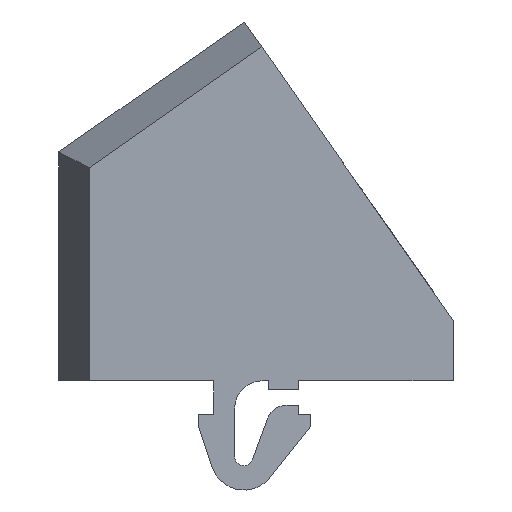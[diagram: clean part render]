
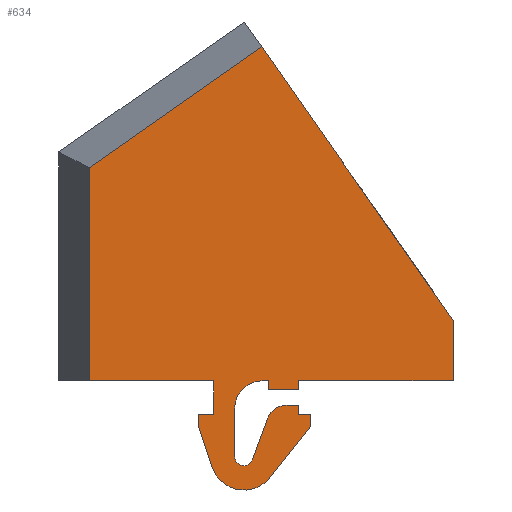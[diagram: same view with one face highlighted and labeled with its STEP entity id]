
A CAD part, front view. The second image highlights one B-rep face of the part: STEP entity #634.
In plain terms, the highlighted planar face has unit normal (0, -1, 0).
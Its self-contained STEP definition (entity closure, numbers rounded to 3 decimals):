
#23=CIRCLE('',#684,1.1);
#24=CIRCLE('',#685,0.7);
#25=CIRCLE('',#686,0.3);
#26=CIRCLE('',#687,0.9);
#42=FACE_OUTER_BOUND('',#77,.T.);
#77=EDGE_LOOP('',(#446,#447,#448,#449,#450,#451,#452,#453,#454,#455,#456,
#457,#458,#459,#460,#461,#462,#463,#464,#465,#466,#467,#468,#469,#470));
#121=LINE('',#930,#200);
#123=LINE('',#934,#202);
#125=LINE('',#938,#204);
#127=LINE('',#942,#206);
#128=LINE('',#944,#207);
#129=LINE('',#946,#208);
#130=LINE('',#948,#209);
#131=LINE('',#952,#210);
#132=LINE('',#954,#211);
#133=LINE('',#956,#212);
#134=LINE('',#958,#213);
#135=LINE('',#960,#214);
#136=LINE('',#964,#215);
#137=LINE('',#968,#216);
#138=LINE('',#972,#217);
#139=LINE('',#974,#218);
#140=LINE('',#976,#219);
#141=LINE('',#978,#220);
#142=LINE('',#980,#221);
#143=LINE('',#982,#222);
#144=LINE('',#983,#223);
#200=VECTOR('',#749,10.);
#202=VECTOR('',#753,10.);
#204=VECTOR('',#757,10.);
#206=VECTOR('',#761,10.);
#207=VECTOR('',#762,10.);
#208=VECTOR('',#763,10.);
#209=VECTOR('',#764,10.);
#210=VECTOR('',#767,10.);
#211=VECTOR('',#768,10.);
#212=VECTOR('',#769,10.);
#213=VECTOR('',#770,10.);
#214=VECTOR('',#771,10.);
#215=VECTOR('',#774,10.);
#216=VECTOR('',#777,10.);
#217=VECTOR('',#780,10.);
#218=VECTOR('',#781,10.);
#219=VECTOR('',#782,10.);
#220=VECTOR('',#783,10.);
#221=VECTOR('',#784,10.);
#222=VECTOR('',#785,10.);
#223=VECTOR('',#786,10.);
#275=VERTEX_POINT('',#927);
#276=VERTEX_POINT('',#929);
#277=VERTEX_POINT('',#933);
#278=VERTEX_POINT('',#937);
#279=VERTEX_POINT('',#941);
#280=VERTEX_POINT('',#943);
#281=VERTEX_POINT('',#945);
#282=VERTEX_POINT('',#947);
#283=VERTEX_POINT('',#949);
#284=VERTEX_POINT('',#951);
#285=VERTEX_POINT('',#953);
#286=VERTEX_POINT('',#955);
#287=VERTEX_POINT('',#957);
#288=VERTEX_POINT('',#959);
#289=VERTEX_POINT('',#961);
#290=VERTEX_POINT('',#963);
#291=VERTEX_POINT('',#965);
#292=VERTEX_POINT('',#967);
#293=VERTEX_POINT('',#969);
#294=VERTEX_POINT('',#971);
#295=VERTEX_POINT('',#973);
#296=VERTEX_POINT('',#975);
#297=VERTEX_POINT('',#977);
#298=VERTEX_POINT('',#979);
#299=VERTEX_POINT('',#981);
#339=EDGE_CURVE('',#276,#275,#121,.T.);
#341=EDGE_CURVE('',#276,#277,#123,.T.);
#343=EDGE_CURVE('',#277,#278,#125,.T.);
#345=EDGE_CURVE('',#275,#279,#127,.T.);
#346=EDGE_CURVE('',#279,#280,#128,.T.);
#347=EDGE_CURVE('',#280,#281,#129,.T.);
#348=EDGE_CURVE('',#281,#282,#130,.T.);
#349=EDGE_CURVE('',#283,#282,#23,.T.);
#350=EDGE_CURVE('',#284,#283,#131,.T.);
#351=EDGE_CURVE('',#285,#284,#132,.T.);
#352=EDGE_CURVE('',#286,#285,#133,.T.);
#353=EDGE_CURVE('',#287,#286,#134,.T.);
#354=EDGE_CURVE('',#288,#287,#135,.T.);
#355=EDGE_CURVE('',#289,#288,#24,.T.);
#356=EDGE_CURVE('',#290,#289,#136,.T.);
#357=EDGE_CURVE('',#290,#291,#25,.T.);
#358=EDGE_CURVE('',#292,#291,#137,.T.);
#359=EDGE_CURVE('',#293,#292,#26,.T.);
#360=EDGE_CURVE('',#294,#293,#138,.T.);
#361=EDGE_CURVE('',#295,#294,#139,.T.);
#362=EDGE_CURVE('',#296,#295,#140,.T.);
#363=EDGE_CURVE('',#297,#296,#141,.T.);
#364=EDGE_CURVE('',#298,#297,#142,.T.);
#365=EDGE_CURVE('',#298,#299,#143,.T.);
#366=EDGE_CURVE('',#299,#278,#144,.T.);
#446=ORIENTED_EDGE('',*,*,#343,.F.);
#447=ORIENTED_EDGE('',*,*,#341,.F.);
#448=ORIENTED_EDGE('',*,*,#339,.T.);
#449=ORIENTED_EDGE('',*,*,#345,.T.);
#450=ORIENTED_EDGE('',*,*,#346,.T.);
#451=ORIENTED_EDGE('',*,*,#347,.T.);
#452=ORIENTED_EDGE('',*,*,#348,.T.);
#453=ORIENTED_EDGE('',*,*,#349,.F.);
#454=ORIENTED_EDGE('',*,*,#350,.F.);
#455=ORIENTED_EDGE('',*,*,#351,.F.);
#456=ORIENTED_EDGE('',*,*,#352,.F.);
#457=ORIENTED_EDGE('',*,*,#353,.F.);
#458=ORIENTED_EDGE('',*,*,#354,.F.);
#459=ORIENTED_EDGE('',*,*,#355,.F.);
#460=ORIENTED_EDGE('',*,*,#356,.F.);
#461=ORIENTED_EDGE('',*,*,#357,.T.);
#462=ORIENTED_EDGE('',*,*,#358,.F.);
#463=ORIENTED_EDGE('',*,*,#359,.F.);
#464=ORIENTED_EDGE('',*,*,#360,.F.);
#465=ORIENTED_EDGE('',*,*,#361,.F.);
#466=ORIENTED_EDGE('',*,*,#362,.F.);
#467=ORIENTED_EDGE('',*,*,#363,.F.);
#468=ORIENTED_EDGE('',*,*,#364,.F.);
#469=ORIENTED_EDGE('',*,*,#365,.T.);
#470=ORIENTED_EDGE('',*,*,#366,.T.);
#605=PLANE('',#683);
#634=ADVANCED_FACE('',(#42),#605,.F.);
#683=AXIS2_PLACEMENT_3D('',#940,#759,#760);
#684=AXIS2_PLACEMENT_3D('',#950,#765,#766);
#685=AXIS2_PLACEMENT_3D('',#962,#772,#773);
#686=AXIS2_PLACEMENT_3D('',#966,#775,#776);
#687=AXIS2_PLACEMENT_3D('',#970,#778,#779);
#749=DIRECTION('',(1.,0.,0.));
#753=DIRECTION('',(0.,0.,1.));
#757=DIRECTION('',(0.819,0.,0.574));
#759=DIRECTION('center_axis',(0.,1.,0.));
#760=DIRECTION('ref_axis',(1.,0.,0.));
#761=DIRECTION('',(0.,0.,-1.));
#762=DIRECTION('',(-1.,0.,0.));
#763=DIRECTION('',(0.,0.,-1.));
#764=DIRECTION('',(0.321,0.,-0.947));
#765=DIRECTION('center_axis',(0.,1.,0.));
#766=DIRECTION('ref_axis',(0.783,0.,-0.622));
#767=DIRECTION('',(-0.622,0.,-0.783));
#768=DIRECTION('',(0.,0.,-1.));
#769=DIRECTION('',(1.,0.,0.));
#770=DIRECTION('',(0.,0.,-1.));
#771=DIRECTION('',(1.,0.,0.));
#772=DIRECTION('center_axis',(0.,1.,0.));
#773=DIRECTION('ref_axis',(-0.574,0.,0.819));
#774=DIRECTION('',(0.342,0.,0.94));
#775=DIRECTION('center_axis',(0.,1.,0.));
#776=DIRECTION('ref_axis',(0.94,0.,-0.342));
#777=DIRECTION('',(0.,0.,-1.));
#778=DIRECTION('center_axis',(0.,-1.,0.));
#779=DIRECTION('ref_axis',(-0.707,0.,0.707));
#780=DIRECTION('',(-1.,0.,0.));
#781=DIRECTION('',(0.,0.,1.));
#782=DIRECTION('',(-1.,0.,0.));
#783=DIRECTION('',(0.,0.,-1.));
#784=DIRECTION('',(-1.,0.,0.));
#785=DIRECTION('',(0.,0.,1.));
#786=DIRECTION('',(-0.574,0.,0.819));
#927=CARTESIAN_POINT('',(6.1,0.,15.));
#929=CARTESIAN_POINT('',(2.,0.,15.));
#930=CARTESIAN_POINT('',(1.,0.,15.));
#933=CARTESIAN_POINT('',(2.,0.,22.026));
#934=CARTESIAN_POINT('',(2.,0.,17.057));
#937=CARTESIAN_POINT('',(7.691,0.,26.011));
#938=CARTESIAN_POINT('',(2.948,0.,22.69));
#940=CARTESIAN_POINT('Origin',(7.5,0.,19.115));
#941=CARTESIAN_POINT('',(6.1,0.,13.9));
#942=CARTESIAN_POINT('',(6.1,0.,15.));
#943=CARTESIAN_POINT('',(5.6,0.,13.9));
#944=CARTESIAN_POINT('',(6.1,0.,13.9));
#945=CARTESIAN_POINT('',(5.6,0.,13.5));
#946=CARTESIAN_POINT('',(5.6,0.,13.9));
#947=CARTESIAN_POINT('',(6.058,0.,12.147));
#948=CARTESIAN_POINT('',(5.6,0.,13.5));
#949=CARTESIAN_POINT('',(7.961,0.,11.816));
#950=CARTESIAN_POINT('Origin',(7.1,0.,12.5));
#951=CARTESIAN_POINT('',(9.3,0.,13.5));
#952=CARTESIAN_POINT('',(9.3,0.,13.5));
#953=CARTESIAN_POINT('',(9.3,0.,13.9));
#954=CARTESIAN_POINT('',(9.3,0.,13.9));
#955=CARTESIAN_POINT('',(8.9,0.,13.9));
#956=CARTESIAN_POINT('',(8.9,0.,13.9));
#957=CARTESIAN_POINT('',(8.9,0.,14.2));
#958=CARTESIAN_POINT('',(8.9,0.,14.2));
#959=CARTESIAN_POINT('',(8.528,0.,14.2));
#960=CARTESIAN_POINT('',(8.038,0.,14.2));
#961=CARTESIAN_POINT('',(7.87,0.,13.739));
#962=CARTESIAN_POINT('Origin',(8.528,0.,13.5));
#963=CARTESIAN_POINT('',(7.382,0.,12.397));
#964=CARTESIAN_POINT('',(7.382,0.,12.397));
#965=CARTESIAN_POINT('',(6.8,0.,12.5));
#966=CARTESIAN_POINT('Origin',(7.1,0.,12.5));
#967=CARTESIAN_POINT('',(6.8,0.,14.1));
#968=CARTESIAN_POINT('',(6.8,0.,15.));
#969=CARTESIAN_POINT('',(7.7,0.,15.));
#970=CARTESIAN_POINT('Origin',(7.7,0.,14.1));
#971=CARTESIAN_POINT('',(7.9,0.,15.));
#972=CARTESIAN_POINT('',(7.9,0.,15.));
#973=CARTESIAN_POINT('',(7.9,0.,14.7));
#974=CARTESIAN_POINT('',(7.9,0.,14.7));
#975=CARTESIAN_POINT('',(8.9,0.,14.7));
#976=CARTESIAN_POINT('',(8.9,0.,14.7));
#977=CARTESIAN_POINT('',(8.9,0.,15.));
#978=CARTESIAN_POINT('',(8.9,0.,15.));
#979=CARTESIAN_POINT('',(14.,0.,15.));
#980=CARTESIAN_POINT('',(14.,0.,15.));
#981=CARTESIAN_POINT('',(14.,0.,17.));
#982=CARTESIAN_POINT('',(14.,0.,15.));
#983=CARTESIAN_POINT('',(14.,0.,17.));
